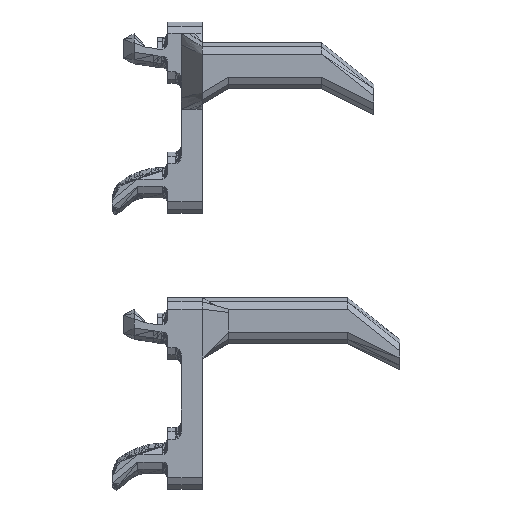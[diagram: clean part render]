
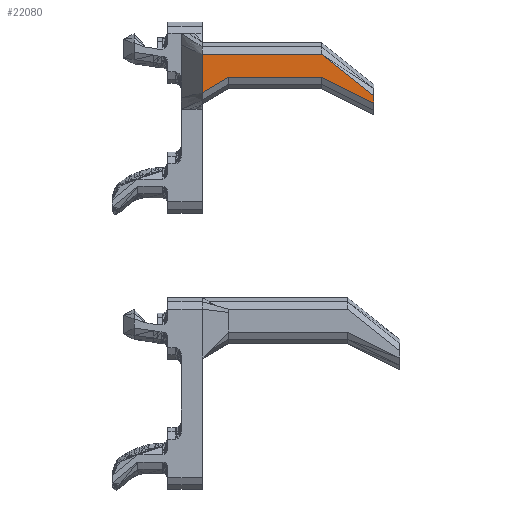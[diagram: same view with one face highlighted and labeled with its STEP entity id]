
A CAD part, top view. The second image highlights one B-rep face of the part: STEP entity #22080.
In plain terms, the highlighted planar face has unit normal (0, 0, 1).
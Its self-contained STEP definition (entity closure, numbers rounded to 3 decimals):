
#172=FACE_OUTER_BOUND('',#1989,.T.);
#1989=EDGE_LOOP('',(#14417,#14418,#14419,#14420,#14421,#14422,#14423));
#3891=LINE('',#32678,#6926);
#3901=LINE('',#32698,#6936);
#3905=LINE('',#32706,#6940);
#3906=LINE('',#32708,#6941);
#3907=LINE('',#32710,#6942);
#3908=LINE('',#32711,#6943);
#3909=LINE('',#32712,#6944);
#6926=VECTOR('',#25954,10.);
#6936=VECTOR('',#25970,10.);
#6940=VECTOR('',#25976,10.);
#6941=VECTOR('',#25977,10.);
#6942=VECTOR('',#25978,10.);
#6943=VECTOR('',#25979,10.);
#6944=VECTOR('',#25980,10.);
#9880=VERTEX_POINT('',#32676);
#9881=VERTEX_POINT('',#32677);
#9887=VERTEX_POINT('',#32696);
#9888=VERTEX_POINT('',#32697);
#9891=VERTEX_POINT('',#32705);
#9892=VERTEX_POINT('',#32707);
#9893=VERTEX_POINT('',#32709);
#11214=EDGE_CURVE('',#9880,#9881,#3891,.T.);
#11224=EDGE_CURVE('',#9887,#9888,#3901,.T.);
#11228=EDGE_CURVE('',#9881,#9891,#3905,.T.);
#11229=EDGE_CURVE('',#9891,#9892,#3906,.T.);
#11230=EDGE_CURVE('',#9892,#9893,#3907,.T.);
#11231=EDGE_CURVE('',#9888,#9893,#3908,.T.);
#11232=EDGE_CURVE('',#9880,#9887,#3909,.T.);
#14417=ORIENTED_EDGE('',*,*,#11228,.T.);
#14418=ORIENTED_EDGE('',*,*,#11229,.T.);
#14419=ORIENTED_EDGE('',*,*,#11230,.T.);
#14420=ORIENTED_EDGE('',*,*,#11231,.F.);
#14421=ORIENTED_EDGE('',*,*,#11224,.F.);
#14422=ORIENTED_EDGE('',*,*,#11232,.F.);
#14423=ORIENTED_EDGE('',*,*,#11214,.T.);
#20294=PLANE('',#23907);
#22080=ADVANCED_FACE('',(#172),#20294,.T.);
#23907=AXIS2_PLACEMENT_3D('',#32704,#25974,#25975);
#25954=DIRECTION('',(0.857,0.515,0.));
#25970=DIRECTION('',(1.,0.,0.));
#25974=DIRECTION('center_axis',(0.,0.,1.));
#25975=DIRECTION('ref_axis',(1.,0.,0.));
#25976=DIRECTION('',(1.,0.,0.));
#25977=DIRECTION('',(0.894,-0.447,0.));
#25978=DIRECTION('',(0.,1.,0.));
#25979=DIRECTION('',(0.781,-0.625,0.));
#25980=DIRECTION('',(0.,1.,0.));
#32676=CARTESIAN_POINT('',(-35.194,67.65,11.8));
#32677=CARTESIAN_POINT('',(-30.195,70.65,11.8));
#32678=CARTESIAN_POINT('',(-35.194,67.65,11.8));
#32696=CARTESIAN_POINT('',(-35.194,75.05,11.8));
#32697=CARTESIAN_POINT('',(-12.198,75.05,11.8));
#32698=CARTESIAN_POINT('',(-18.199,75.05,11.8));
#32704=CARTESIAN_POINT('Origin',(-12.198,75.05,11.8));
#32705=CARTESIAN_POINT('',(-12.198,70.65,11.8));
#32706=CARTESIAN_POINT('',(-30.195,70.65,11.8));
#32707=CARTESIAN_POINT('',(-2.201,65.65,11.8));
#32708=CARTESIAN_POINT('',(-12.198,70.65,11.8));
#32709=CARTESIAN_POINT('',(-2.201,67.05,11.8));
#32710=CARTESIAN_POINT('',(-2.201,65.65,11.8));
#32711=CARTESIAN_POINT('',(-12.198,75.05,11.8));
#32712=CARTESIAN_POINT('',(-35.194,66.908,11.8));
